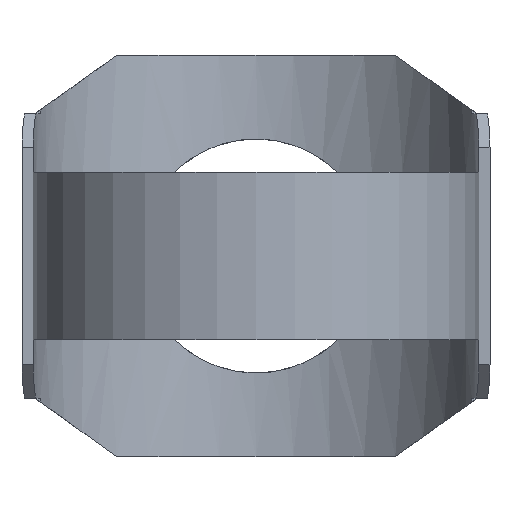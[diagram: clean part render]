
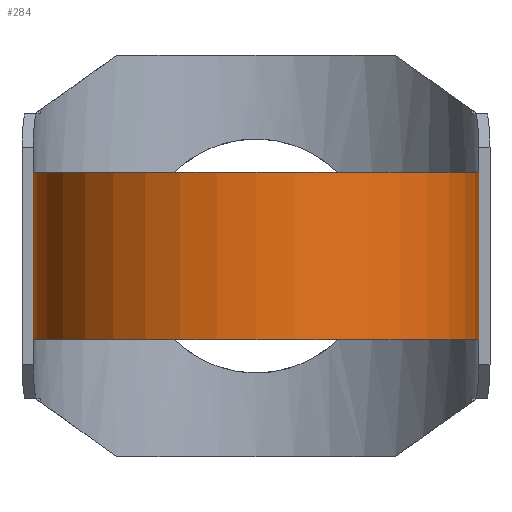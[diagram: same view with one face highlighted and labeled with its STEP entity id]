
A CAD part, front view. The second image highlights one B-rep face of the part: STEP entity #284.
In plain terms, the highlighted cylindrical face has radius 80 mm (diameter 160 mm), a partial arc.
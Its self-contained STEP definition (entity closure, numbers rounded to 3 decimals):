
#284 = ADVANCED_FACE( '', ( #729 ), #730, .T. );
#330 = EDGE_CURVE( '', #346, #634, #780, .T. );
#346 = VERTEX_POINT( '', #796 );
#434 = VERTEX_POINT( '', #894 );
#444 = EDGE_CURVE( '', #346, #446, #905, .T. );
#446 = VERTEX_POINT( '', #907 );
#574 = EDGE_CURVE( '', #434, #446, #1049, .T. );
#634 = VERTEX_POINT( '', #1110 );
#648 = EDGE_CURVE( '', #634, #434, #1124, .T. );
#729 = FACE_OUTER_BOUND( '', #1212, .T. );
#730 = CYLINDRICAL_SURFACE( '', #1213, 80. );
#780 = LINE( '', #1321, #1322 );
#796 = CARTESIAN_POINT( '', ( -80., 0., 30. ) );
#894 = CARTESIAN_POINT( '', ( 80., 0., -30. ) );
#905 = CIRCLE( '', #1588, 80. );
#907 = CARTESIAN_POINT( '', ( 80., 0., 30. ) );
#1049 = LINE( '', #1917, #1918 );
#1110 = CARTESIAN_POINT( '', ( -80., 0., -30. ) );
#1124 = CIRCLE( '', #2087, 80. );
#1212 = EDGE_LOOP( '', ( #2192, #2193, #2194, #2195 ) );
#1213 = AXIS2_PLACEMENT_3D( '', #2196, #2197, #2198 );
#1321 = CARTESIAN_POINT( '', ( -80., 0., 0. ) );
#1322 = VECTOR( '', #2257, 1. );
#1588 = AXIS2_PLACEMENT_3D( '', #2397, #2398, #2399 );
#1917 = CARTESIAN_POINT( '', ( 80., 0., 0. ) );
#1918 = VECTOR( '', #2589, 1. );
#2087 = AXIS2_PLACEMENT_3D( '', #2639, #2640, #2641 );
#2192 = ORIENTED_EDGE( '', *, *, #574, .T. );
#2193 = ORIENTED_EDGE( '', *, *, #444, .F. );
#2194 = ORIENTED_EDGE( '', *, *, #330, .T. );
#2195 = ORIENTED_EDGE( '', *, *, #648, .T. );
#2196 = CARTESIAN_POINT( '', ( 0., 0., 30. ) );
#2197 = DIRECTION( '', ( 0., 0., 1. ) );
#2198 = DIRECTION( '', ( 1., 0., 0. ) );
#2257 = DIRECTION( '', ( 0., 0., -1. ) );
#2397 = CARTESIAN_POINT( '', ( 0., 0., 30. ) );
#2398 = DIRECTION( '', ( 0., 0., 1. ) );
#2399 = DIRECTION( '', ( 1., 0., 0. ) );
#2589 = DIRECTION( '', ( 0., 0., 1. ) );
#2639 = CARTESIAN_POINT( '', ( 0., 0., -30. ) );
#2640 = DIRECTION( '', ( 0., 0., 1. ) );
#2641 = DIRECTION( '', ( 1., 0., 0. ) );
